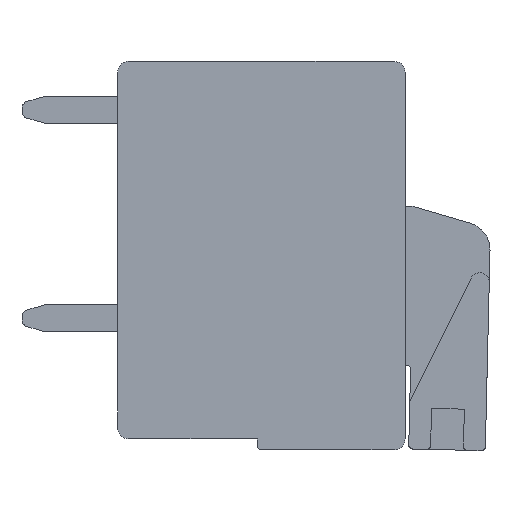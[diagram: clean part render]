
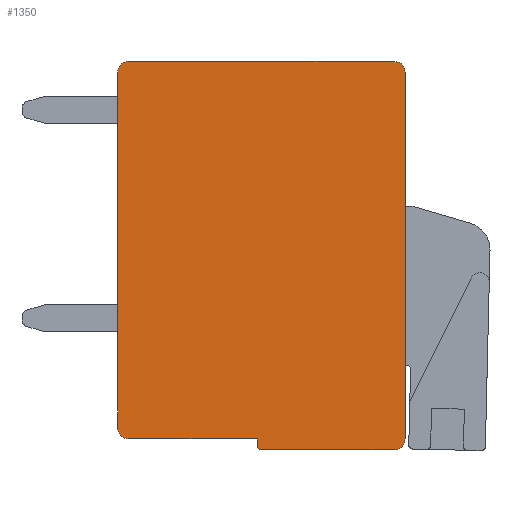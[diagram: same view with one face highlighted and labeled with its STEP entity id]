
A CAD part, front view. The second image highlights one B-rep face of the part: STEP entity #1350.
In plain terms, the highlighted planar face has unit normal (0, -1, 0).
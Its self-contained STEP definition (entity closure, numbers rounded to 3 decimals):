
#1=CARTESIAN_POINT('',(5.25,0.,-14.05));
#2=DIRECTION('',(0.,1.,0.));
#3=DIRECTION('',(0.,0.,-1.));
#4=AXIS2_PLACEMENT_3D('',#1,#2,#3);
#6=DIRECTION('',(0.,0.,1.));
#7=VECTOR('',#6,0.25);
#8=CARTESIAN_POINT('',(5.1,0.,-14.05));
#9=LINE('',#8,#7);
#10=DIRECTION('',(-1.,0.,0.));
#11=VECTOR('',#10,4.7);
#12=CARTESIAN_POINT('',(5.1,0.,-13.8));
#13=LINE('',#12,#11);
#14=CARTESIAN_POINT('',(0.4,0.,-13.4));
#15=DIRECTION('',(0.,1.,0.));
#16=DIRECTION('',(0.,0.,-1.));
#17=AXIS2_PLACEMENT_3D('',#14,#15,#16);
#19=DIRECTION('',(0.,0.,1.));
#20=VECTOR('',#19,13.);
#21=CARTESIAN_POINT('',(0.,0.,-13.4));
#22=LINE('',#21,#20);
#23=CARTESIAN_POINT('',(0.4,0.,-0.4));
#24=DIRECTION('',(0.,1.,0.));
#25=DIRECTION('',(-1.,0.,0.));
#26=AXIS2_PLACEMENT_3D('',#23,#24,#25);
#28=DIRECTION('',(1.,0.,0.));
#29=VECTOR('',#28,9.7);
#30=CARTESIAN_POINT('',(0.4,0.,0.));
#31=LINE('',#30,#29);
#32=CARTESIAN_POINT('',(10.1,0.,-0.4));
#33=DIRECTION('',(0.,1.,0.));
#34=DIRECTION('',(0.,0.,1.));
#35=AXIS2_PLACEMENT_3D('',#32,#33,#34);
#37=DIRECTION('',(0.,0.,-1.));
#38=VECTOR('',#37,13.4);
#39=CARTESIAN_POINT('',(10.5,0.,-0.4));
#40=LINE('',#39,#38);
#41=CARTESIAN_POINT('',(10.1,0.,-13.8));
#42=DIRECTION('',(0.,1.,0.));
#43=DIRECTION('',(1.,0.,0.));
#44=AXIS2_PLACEMENT_3D('',#41,#42,#43);
#46=DIRECTION('',(-1.,0.,0.));
#47=VECTOR('',#46,4.85);
#48=CARTESIAN_POINT('',(10.1,0.,-14.2));
#49=LINE('',#48,#47);
#1009=CARTESIAN_POINT('',(5.25,0.,-14.2));
#1010=CARTESIAN_POINT('',(5.1,0.,-14.05));
#1011=VERTEX_POINT('',#1009);
#1012=VERTEX_POINT('',#1010);
#1013=CARTESIAN_POINT('',(5.1,0.,-13.8));
#1014=VERTEX_POINT('',#1013);
#1015=CARTESIAN_POINT('',(0.4,0.,-13.8));
#1016=VERTEX_POINT('',#1015);
#1017=CARTESIAN_POINT('',(0.,0.,-13.4));
#1018=VERTEX_POINT('',#1017);
#1019=CARTESIAN_POINT('',(0.,0.,-0.4));
#1020=VERTEX_POINT('',#1019);
#1021=CARTESIAN_POINT('',(0.4,0.,0.));
#1022=VERTEX_POINT('',#1021);
#1023=CARTESIAN_POINT('',(10.1,0.,0.));
#1024=VERTEX_POINT('',#1023);
#1025=CARTESIAN_POINT('',(10.5,0.,-0.4));
#1026=VERTEX_POINT('',#1025);
#1027=CARTESIAN_POINT('',(10.5,0.,-13.8));
#1028=VERTEX_POINT('',#1027);
#1029=CARTESIAN_POINT('',(10.1,0.,-14.2));
#1030=VERTEX_POINT('',#1029);
#1321=CARTESIAN_POINT('',(0.,0.,0.));
#1322=DIRECTION('',(0.,1.,0.));
#1323=DIRECTION('',(1.,0.,0.));
#1324=AXIS2_PLACEMENT_3D('',#1321,#1322,#1323);
#1325=PLANE('',#1324);
#1327=ORIENTED_EDGE('',*,*,#1326,.T.);
#1329=ORIENTED_EDGE('',*,*,#1328,.T.);
#1331=ORIENTED_EDGE('',*,*,#1330,.T.);
#1333=ORIENTED_EDGE('',*,*,#1332,.T.);
#1335=ORIENTED_EDGE('',*,*,#1334,.T.);
#1337=ORIENTED_EDGE('',*,*,#1336,.T.);
#1339=ORIENTED_EDGE('',*,*,#1338,.T.);
#1341=ORIENTED_EDGE('',*,*,#1340,.T.);
#1343=ORIENTED_EDGE('',*,*,#1342,.T.);
#1345=ORIENTED_EDGE('',*,*,#1344,.T.);
#1347=ORIENTED_EDGE('',*,*,#1346,.T.);
#1348=EDGE_LOOP('',(#1327,#1329,#1331,#1333,#1335,#1337,#1339,#1341,#1343,#1345,
#1347));
#1349=FACE_OUTER_BOUND('',#1348,.F.);
#5=CIRCLE('',#4,0.15);
#18=CIRCLE('',#17,0.4);
#27=CIRCLE('',#26,0.4);
#36=CIRCLE('',#35,0.4);
#45=CIRCLE('',#44,0.4);
#1326=EDGE_CURVE('',#1011,#1012,#5,.T.);
#1328=EDGE_CURVE('',#1012,#1014,#9,.T.);
#1330=EDGE_CURVE('',#1014,#1016,#13,.T.);
#1332=EDGE_CURVE('',#1016,#1018,#18,.T.);
#1334=EDGE_CURVE('',#1018,#1020,#22,.T.);
#1336=EDGE_CURVE('',#1020,#1022,#27,.T.);
#1338=EDGE_CURVE('',#1022,#1024,#31,.T.);
#1340=EDGE_CURVE('',#1024,#1026,#36,.T.);
#1342=EDGE_CURVE('',#1026,#1028,#40,.T.);
#1344=EDGE_CURVE('',#1028,#1030,#45,.T.);
#1346=EDGE_CURVE('',#1030,#1011,#49,.T.);
#1350=ADVANCED_FACE('',(#1349),#1325,.F.);
